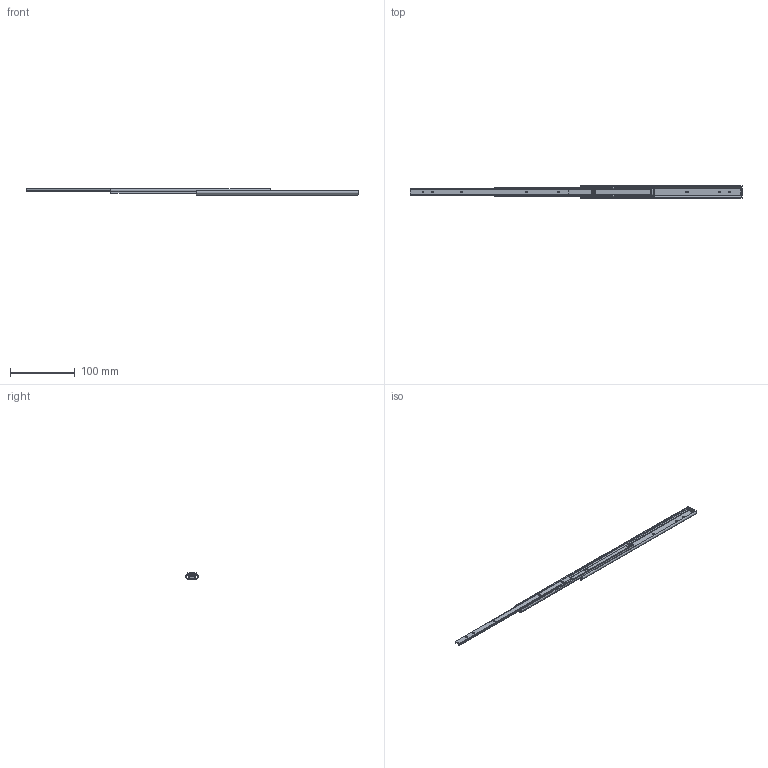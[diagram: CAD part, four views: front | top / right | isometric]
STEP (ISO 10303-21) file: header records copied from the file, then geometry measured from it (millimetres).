
FILE_DESCRIPTION (( 'STEP AP203' ), '1' );
FILE_NAME ('UC200T-250.STEP', '2020-06-23T05:24:54', ( '' ), ( '' ), 'SwSTEP 2.0', 'SolidWorks 2019', '' );
FILE_SCHEMA (( 'CONFIG_CONTROL_DESIGN' ));
Length unit declared in the file: millimetre
Products named in the file (4): UC200T-250 CM; UC200T-250 OM; UC200T-250 IM; UC200T-250
Assembly tree (3 placements, depth 2):
  UC200T-250
    UC200T-250 OM
    UC200T-250 CM
    UC200T-250 IM
Bounding box: 513 x 19.69 x 10.2 mm (x, y, z)
Volume: 18079.2 mm3; surface area: 35847.8 mm2
Topology: 3 solids, 3 shells, 264 faces, 780 edges, 514 vertices
Faces by surface type: cylinder 144, plane 120
Entity records: 9538 total; most frequent: CARTESIAN_POINT 1910, ORIENTED_EDGE 1560, DIRECTION 1516, EDGE_CURVE 780, AXIS2_PLACEMENT_3D 532, VERTEX_POINT 514, LINE 452, VECTOR 452
